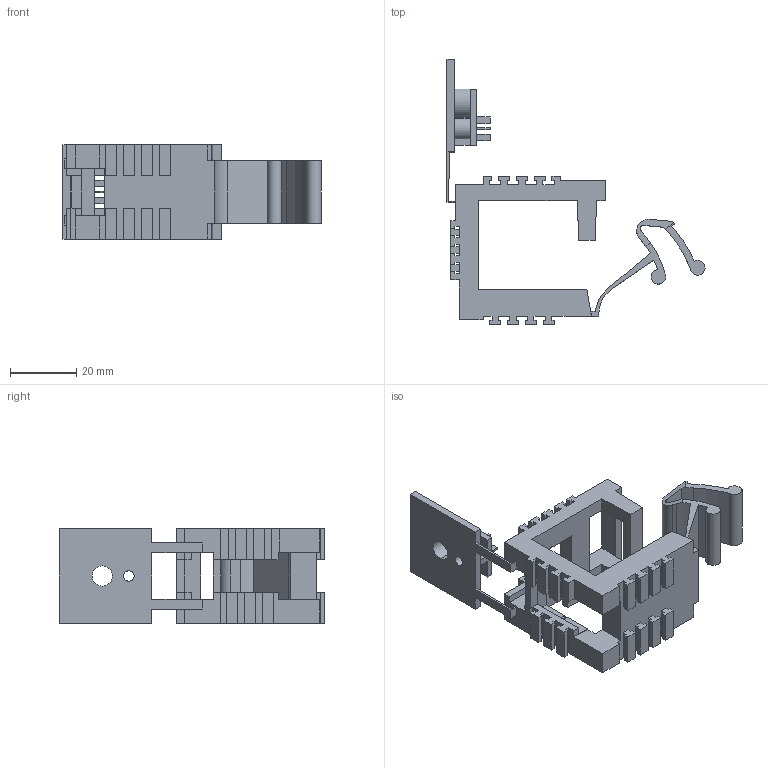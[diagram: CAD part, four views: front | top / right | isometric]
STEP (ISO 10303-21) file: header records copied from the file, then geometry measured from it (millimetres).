
FILE_DESCRIPTION (( 'STEP AP214' ), '1' );
FILE_NAME ('2205388.STEP', '2020-02-13T12:46:17', ( '' ), ( '' ), 'SwSTEP 2.0', 'SolidWorks 2018', '' );
FILE_SCHEMA (( 'AUTOMOTIVE_DESIGN' ));
Length unit declared in the file: millimetre
Products named in the file (1): 2205388
Bounding box: 78.14 x 80.26 x 28.6 mm (x, y, z)
Volume: 20106.6 mm3; surface area: 18868.2 mm2
Topology: 1 solids, 5 shells, 367 faces, 1092 edges, 726 vertices
Faces by surface type: plane 338, cylinder 29
Entity records: 16191 total; most frequent: CARTESIAN_POINT 2210, ORIENTED_EDGE 2184, DIRECTION 1882, EDGE_CURVE 1092, LINE 1022, VECTOR 1022, VERTEX_POINT 726, AXIS2_PLACEMENT_3D 430
